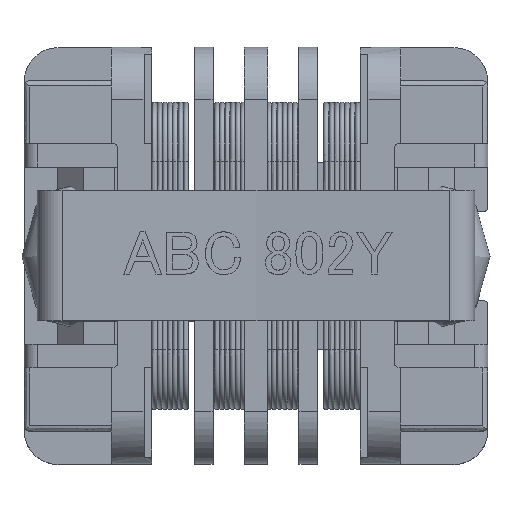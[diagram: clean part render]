
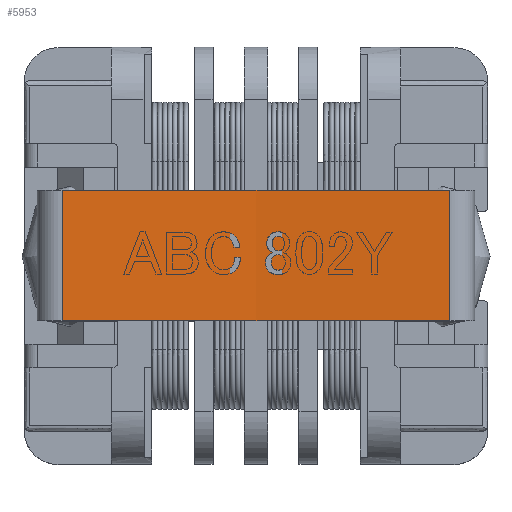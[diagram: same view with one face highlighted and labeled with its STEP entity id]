
A CAD part, top view. The second image highlights one B-rep face of the part: STEP entity #5953.
In plain terms, the highlighted free-form (B-spline) face has degree [2, 1] with [3, 2] control points.
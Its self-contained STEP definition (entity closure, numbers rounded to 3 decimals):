
#5707=CARTESIAN_POINT('',(7.438,2.5,3.34));
#5708=VERTEX_POINT('',#5707);
#5715=CARTESIAN_POINT('',(-7.438,2.5,3.34));
#5716=VERTEX_POINT('',#5715);
#5717=CARTESIAN_POINT('',(7.438,2.5,3.34));
#5718=CARTESIAN_POINT('',(0.,2.5,2.828));
#5719=CARTESIAN_POINT('',(-7.438,2.5,3.34));
#5720=(BOUNDED_CURVE()B_SPLINE_CURVE(2,(#5717,#5718,#5719),.CIRCULAR_ARC.,.F.,.U.)B_SPLINE_CURVE_WITH_KNOTS((3,3),(0.,1.),.UNSPECIFIED.)CURVE()GEOMETRIC_REPRESENTATION_ITEM()RATIONAL_B_SPLINE_CURVE((1.,0.998,1.))REPRESENTATION_ITEM(''));
#5721=EDGE_CURVE('',#5708,#5716,#5720,.T.);
#5805=CARTESIAN_POINT('',(7.438,-2.5,3.34));
#5806=VERTEX_POINT('',#5805);
#5813=CARTESIAN_POINT('',(-7.438,-2.5,3.34));
#5814=VERTEX_POINT('',#5813);
#5815=CARTESIAN_POINT('',(7.438,-2.5,3.34));
#5816=CARTESIAN_POINT('',(0.,-2.5,2.828));
#5817=CARTESIAN_POINT('',(-7.438,-2.5,3.34));
#5818=(BOUNDED_CURVE()B_SPLINE_CURVE(2,(#5815,#5816,#5817),.CIRCULAR_ARC.,.F.,.U.)B_SPLINE_CURVE_WITH_KNOTS((3,3),(0.,1.),.UNSPECIFIED.)CURVE()GEOMETRIC_REPRESENTATION_ITEM()RATIONAL_B_SPLINE_CURVE((1.,0.998,1.))REPRESENTATION_ITEM(''));
#5819=EDGE_CURVE('',#5806,#5814,#5818,.T.);
#5926=CARTESIAN_POINT('',(7.438,2.5,3.34));
#5927=CARTESIAN_POINT('',(7.438,-2.5,3.34));
#5928=B_SPLINE_CURVE_WITH_KNOTS('',1,(#5926,#5927),.POLYLINE_FORM.,.F.,.U.,(2,2),(0.,1.),.UNSPECIFIED.);
#5929=EDGE_CURVE('',#5708,#5806,#5928,.T.);
#5936=CARTESIAN_POINT('',(7.438,2.5,3.34));
#5937=CARTESIAN_POINT('',(7.438,-2.5,3.34));
#5938=CARTESIAN_POINT('',(0.,2.5,2.828));
#5939=CARTESIAN_POINT('',(0.,-2.5,2.828));
#5940=CARTESIAN_POINT('',(-7.438,2.5,3.34));
#5941=CARTESIAN_POINT('',(-7.438,-2.5,3.34));
#5942=(BOUNDED_SURFACE()B_SPLINE_SURFACE(2,1,((#5936,#5937),(#5938,#5939),(#5940,#5941)),.CYLINDRICAL_SURF.,.F.,.F.,.U.)B_SPLINE_SURFACE_WITH_KNOTS((3,3),(2,2),(0.,1.),(0.,1.),.UNSPECIFIED.)GEOMETRIC_REPRESENTATION_ITEM()RATIONAL_B_SPLINE_SURFACE(((1.,1.),(0.998,0.998),(1.,1.)))REPRESENTATION_ITEM('')SURFACE());
#5943=ORIENTED_EDGE('',*,*,#5721,.T.);
#5944=CARTESIAN_POINT('',(-7.438,2.5,3.34));
#5945=CARTESIAN_POINT('',(-7.438,-2.5,3.34));
#5946=B_SPLINE_CURVE_WITH_KNOTS('',1,(#5944,#5945),.POLYLINE_FORM.,.F.,.U.,(2,2),(0.,1.),.UNSPECIFIED.);
#5947=EDGE_CURVE('',#5716,#5814,#5946,.T.);
#5948=ORIENTED_EDGE('',*,*,#5947,.T.);
#5949=ORIENTED_EDGE('',*,*,#5819,.F.);
#5950=ORIENTED_EDGE('',*,*,#5929,.F.);
#5951=EDGE_LOOP('',(#5943,#5948,#5949,#5950));
#5952=FACE_OUTER_BOUND('',#5951,.T.);
#5953=ADVANCED_FACE('',(#5952),#5942,.T.);
